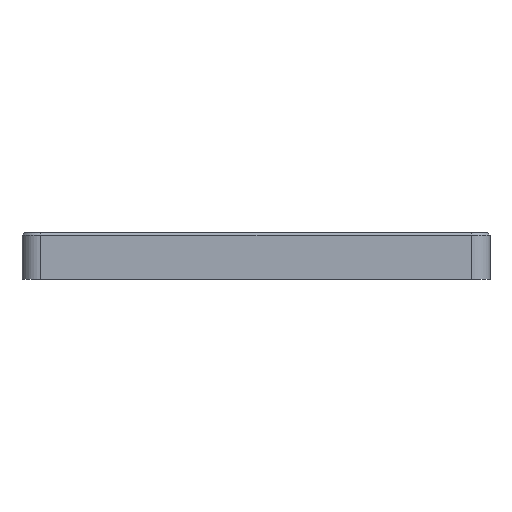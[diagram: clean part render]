
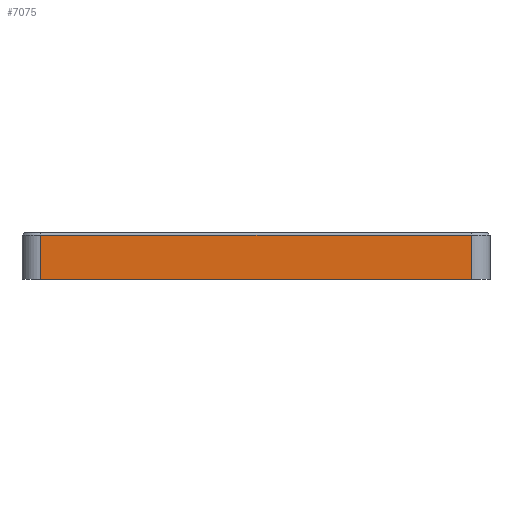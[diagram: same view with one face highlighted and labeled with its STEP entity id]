
A CAD part, left-side view. The second image highlights one B-rep face of the part: STEP entity #7075.
In plain terms, the highlighted planar face has unit normal (-1, 0, 0).
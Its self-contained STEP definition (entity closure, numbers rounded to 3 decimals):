
#4 = VERTEX_POINT ( 'NONE', #7803 ) ;
#192 = VERTEX_POINT ( 'NONE', #9248 ) ;
#1818 = DIRECTION ( 'NONE',  ( 0., 0., -1. ) ) ;
#1977 = EDGE_CURVE ( 'NONE', #192, #4, #16473, .T. ) ;
#3121 = EDGE_CURVE ( 'NONE', #5997, #192, #8380, .T. ) ;
#3682 = LINE ( 'NONE', #7302, #9699 ) ;
#4347 = DIRECTION ( 'NONE',  ( 0., 1., 0. ) ) ;
#4778 = PLANE ( 'NONE',  #6021 ) ;
#5387 = LINE ( 'NONE', #11713, #14848 ) ;
#5657 = ORIENTED_EDGE ( 'NONE', *, *, #3121, .T. ) ;
#5806 = CARTESIAN_POINT ( 'NONE',  ( -1., 95.4, 0. ) ) ;
#5997 = VERTEX_POINT ( 'NONE', #5806 ) ;
#6021 = AXIS2_PLACEMENT_3D ( 'NONE', #7687, #16551, #1818 ) ;
#6058 = EDGE_CURVE ( 'NONE', #15341, #5997, #3682, .T. ) ;
#7075 = ADVANCED_FACE ( 'NONE', ( #15655 ), #4778, .F. ) ;
#7302 = CARTESIAN_POINT ( 'NONE',  ( -1., 95.4, 10. ) ) ;
#7311 = ORIENTED_EDGE ( 'NONE', *, *, #16812, .T. ) ;
#7687 = CARTESIAN_POINT ( 'NONE',  ( -1., -1., 10. ) ) ;
#7803 = CARTESIAN_POINT ( 'NONE',  ( -1., 3., 9.5 ) ) ;
#7918 = VECTOR ( 'NONE', #15503, 1000. ) ;
#8380 = LINE ( 'NONE', #13967, #7918 ) ;
#9248 = CARTESIAN_POINT ( 'NONE',  ( -1., 3., 0. ) ) ;
#9595 = EDGE_LOOP ( 'NONE', ( #14017, #7311, #10546, #5657 ) ) ;
#9699 = VECTOR ( 'NONE', #14516, 1000. ) ;
#10546 = ORIENTED_EDGE ( 'NONE', *, *, #6058, .T. ) ;
#11713 = CARTESIAN_POINT ( 'NONE',  ( -1., -1., 9.5 ) ) ;
#13179 = CARTESIAN_POINT ( 'NONE',  ( -1., 3., 10. ) ) ;
#13967 = CARTESIAN_POINT ( 'NONE',  ( -1., -1., 0. ) ) ;
#14017 = ORIENTED_EDGE ( 'NONE', *, *, #1977, .T. ) ;
#14516 = DIRECTION ( 'NONE',  ( 0., 0., -1. ) ) ;
#14848 = VECTOR ( 'NONE', #4347, 1000. ) ;
#15097 = CARTESIAN_POINT ( 'NONE',  ( -1., 95.4, 9.5 ) ) ;
#15341 = VERTEX_POINT ( 'NONE', #15097 ) ;
#15503 = DIRECTION ( 'NONE',  ( 0., -1., 0. ) ) ;
#15565 = VECTOR ( 'NONE', #16140, 1000. ) ;
#15655 = FACE_OUTER_BOUND ( 'NONE', #9595, .T. ) ;
#16140 = DIRECTION ( 'NONE',  ( 0., 0., 1. ) ) ;
#16473 = LINE ( 'NONE', #13179, #15565 ) ;
#16551 = DIRECTION ( 'NONE',  ( 1., 0., 0. ) ) ;
#16812 = EDGE_CURVE ( 'NONE', #4, #15341, #5387, .T. ) ;
